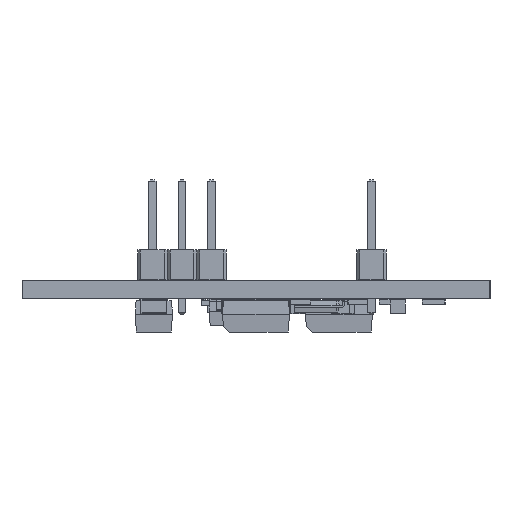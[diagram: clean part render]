
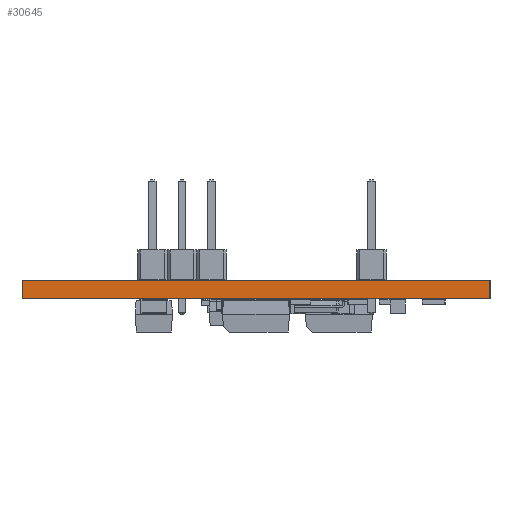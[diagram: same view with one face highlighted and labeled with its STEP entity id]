
A CAD part, left-side view. The second image highlights one B-rep face of the part: STEP entity #30645.
In plain terms, the highlighted planar face has unit normal (-1, 0, 0).
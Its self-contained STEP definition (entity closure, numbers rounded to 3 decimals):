
#30645 = ADVANCED_FACE('',(#30646),#30660,.T.);
#30646 = FACE_BOUND('',#30647,.T.);
#30647 = EDGE_LOOP('',(#30648,#30683,#30711,#30739));
#30648 = ORIENTED_EDGE('',*,*,#30649,.T.);
#30649 = EDGE_CURVE('',#30650,#30652,#30654,.T.);
#30650 = VERTEX_POINT('',#30651);
#30651 = CARTESIAN_POINT('',(0.254,0.254,0.));
#30652 = VERTEX_POINT('',#30653);
#30653 = CARTESIAN_POINT('',(0.254,0.254,1.6));
#30654 = SURFACE_CURVE('',#30655,(#30659,#30671),.PCURVE_S1.);
#30655 = LINE('',#30656,#30657);
#30656 = CARTESIAN_POINT('',(0.254,0.254,0.));
#30657 = VECTOR('',#30658,1.);
#30658 = DIRECTION('',(0.,0.,1.));
#30659 = PCURVE('',#30660,#30665);
#30660 = PLANE('',#30661);
#30661 = AXIS2_PLACEMENT_3D('',#30662,#30663,#30664);
#30662 = CARTESIAN_POINT('',(0.254,0.254,0.));
#30663 = DIRECTION('',(-1.,0.,0.));
#30664 = DIRECTION('',(0.,1.,0.));
#30665 = DEFINITIONAL_REPRESENTATION('',(#30666),#30670);
#30666 = LINE('',#30667,#30668);
#30667 = CARTESIAN_POINT('',(0.,0.));
#30668 = VECTOR('',#30669,1.);
#30669 = DIRECTION('',(0.,-1.));
#30670 = ( GEOMETRIC_REPRESENTATION_CONTEXT(2) 
PARAMETRIC_REPRESENTATION_CONTEXT() REPRESENTATION_CONTEXT('2D SPACE',''
  ) );
#30671 = PCURVE('',#30672,#30677);
#30672 = PLANE('',#30673);
#30673 = AXIS2_PLACEMENT_3D('',#30674,#30675,#30676);
#30674 = CARTESIAN_POINT('',(40.386,0.254,0.));
#30675 = DIRECTION('',(0.,-1.,0.));
#30676 = DIRECTION('',(-1.,0.,0.));
#30677 = DEFINITIONAL_REPRESENTATION('',(#30678),#30682);
#30678 = LINE('',#30679,#30680);
#30679 = CARTESIAN_POINT('',(40.132,0.));
#30680 = VECTOR('',#30681,1.);
#30681 = DIRECTION('',(0.,-1.));
#30682 = ( GEOMETRIC_REPRESENTATION_CONTEXT(2) 
PARAMETRIC_REPRESENTATION_CONTEXT() REPRESENTATION_CONTEXT('2D SPACE',''
  ) );
#30683 = ORIENTED_EDGE('',*,*,#30684,.T.);
#30684 = EDGE_CURVE('',#30652,#30685,#30687,.T.);
#30685 = VERTEX_POINT('',#30686);
#30686 = CARTESIAN_POINT('',(0.254,40.386,1.6));
#30687 = SURFACE_CURVE('',#30688,(#30692,#30699),.PCURVE_S1.);
#30688 = LINE('',#30689,#30690);
#30689 = CARTESIAN_POINT('',(0.254,0.254,1.6));
#30690 = VECTOR('',#30691,1.);
#30691 = DIRECTION('',(0.,1.,0.));
#30692 = PCURVE('',#30660,#30693);
#30693 = DEFINITIONAL_REPRESENTATION('',(#30694),#30698);
#30694 = LINE('',#30695,#30696);
#30695 = CARTESIAN_POINT('',(0.,-1.6));
#30696 = VECTOR('',#30697,1.);
#30697 = DIRECTION('',(1.,0.));
#30698 = ( GEOMETRIC_REPRESENTATION_CONTEXT(2) 
PARAMETRIC_REPRESENTATION_CONTEXT() REPRESENTATION_CONTEXT('2D SPACE',''
  ) );
#30699 = PCURVE('',#30700,#30705);
#30700 = PLANE('',#30701);
#30701 = AXIS2_PLACEMENT_3D('',#30702,#30703,#30704);
#30702 = CARTESIAN_POINT('',(20.32,20.32,1.6));
#30703 = DIRECTION('',(-0.,-0.,-1.));
#30704 = DIRECTION('',(-1.,0.,0.));
#30705 = DEFINITIONAL_REPRESENTATION('',(#30706),#30710);
#30706 = LINE('',#30707,#30708);
#30707 = CARTESIAN_POINT('',(20.066,-20.066));
#30708 = VECTOR('',#30709,1.);
#30709 = DIRECTION('',(0.,1.));
#30710 = ( GEOMETRIC_REPRESENTATION_CONTEXT(2) 
PARAMETRIC_REPRESENTATION_CONTEXT() REPRESENTATION_CONTEXT('2D SPACE',''
  ) );
#30711 = ORIENTED_EDGE('',*,*,#30712,.F.);
#30712 = EDGE_CURVE('',#30713,#30685,#30715,.T.);
#30713 = VERTEX_POINT('',#30714);
#30714 = CARTESIAN_POINT('',(0.254,40.386,0.));
#30715 = SURFACE_CURVE('',#30716,(#30720,#30727),.PCURVE_S1.);
#30716 = LINE('',#30717,#30718);
#30717 = CARTESIAN_POINT('',(0.254,40.386,0.));
#30718 = VECTOR('',#30719,1.);
#30719 = DIRECTION('',(0.,0.,1.));
#30720 = PCURVE('',#30660,#30721);
#30721 = DEFINITIONAL_REPRESENTATION('',(#30722),#30726);
#30722 = LINE('',#30723,#30724);
#30723 = CARTESIAN_POINT('',(40.132,0.));
#30724 = VECTOR('',#30725,1.);
#30725 = DIRECTION('',(0.,-1.));
#30726 = ( GEOMETRIC_REPRESENTATION_CONTEXT(2) 
PARAMETRIC_REPRESENTATION_CONTEXT() REPRESENTATION_CONTEXT('2D SPACE',''
  ) );
#30727 = PCURVE('',#30728,#30733);
#30728 = PLANE('',#30729);
#30729 = AXIS2_PLACEMENT_3D('',#30730,#30731,#30732);
#30730 = CARTESIAN_POINT('',(0.254,40.386,0.));
#30731 = DIRECTION('',(0.,1.,0.));
#30732 = DIRECTION('',(1.,0.,0.));
#30733 = DEFINITIONAL_REPRESENTATION('',(#30734),#30738);
#30734 = LINE('',#30735,#30736);
#30735 = CARTESIAN_POINT('',(0.,0.));
#30736 = VECTOR('',#30737,1.);
#30737 = DIRECTION('',(0.,-1.));
#30738 = ( GEOMETRIC_REPRESENTATION_CONTEXT(2) 
PARAMETRIC_REPRESENTATION_CONTEXT() REPRESENTATION_CONTEXT('2D SPACE',''
  ) );
#30739 = ORIENTED_EDGE('',*,*,#30740,.F.);
#30740 = EDGE_CURVE('',#30650,#30713,#30741,.T.);
#30741 = SURFACE_CURVE('',#30742,(#30746,#30753),.PCURVE_S1.);
#30742 = LINE('',#30743,#30744);
#30743 = CARTESIAN_POINT('',(0.254,0.254,0.));
#30744 = VECTOR('',#30745,1.);
#30745 = DIRECTION('',(0.,1.,0.));
#30746 = PCURVE('',#30660,#30747);
#30747 = DEFINITIONAL_REPRESENTATION('',(#30748),#30752);
#30748 = LINE('',#30749,#30750);
#30749 = CARTESIAN_POINT('',(0.,0.));
#30750 = VECTOR('',#30751,1.);
#30751 = DIRECTION('',(1.,0.));
#30752 = ( GEOMETRIC_REPRESENTATION_CONTEXT(2) 
PARAMETRIC_REPRESENTATION_CONTEXT() REPRESENTATION_CONTEXT('2D SPACE',''
  ) );
#30753 = PCURVE('',#30754,#30759);
#30754 = PLANE('',#30755);
#30755 = AXIS2_PLACEMENT_3D('',#30756,#30757,#30758);
#30756 = CARTESIAN_POINT('',(20.32,20.32,0.));
#30757 = DIRECTION('',(-0.,-0.,-1.));
#30758 = DIRECTION('',(-1.,0.,0.));
#30759 = DEFINITIONAL_REPRESENTATION('',(#30760),#30764);
#30760 = LINE('',#30761,#30762);
#30761 = CARTESIAN_POINT('',(20.066,-20.066));
#30762 = VECTOR('',#30763,1.);
#30763 = DIRECTION('',(0.,1.));
#30764 = ( GEOMETRIC_REPRESENTATION_CONTEXT(2) 
PARAMETRIC_REPRESENTATION_CONTEXT() REPRESENTATION_CONTEXT('2D SPACE',''
  ) );
